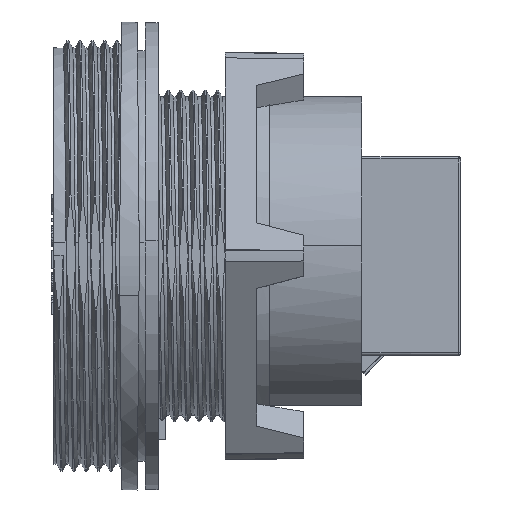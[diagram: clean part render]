
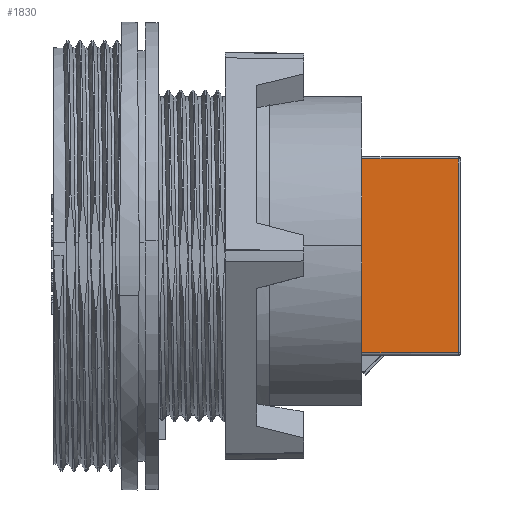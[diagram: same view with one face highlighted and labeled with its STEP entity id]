
A CAD part, top view. The second image highlights one B-rep face of the part: STEP entity #1830.
In plain terms, the highlighted planar face has unit normal (0, 0, 1).
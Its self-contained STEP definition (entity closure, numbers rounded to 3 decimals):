
#1830=ADVANCED_FACE('',(#4499,#4500,#4501),#4502,.T.);
#4499=FACE_OUTER_BOUND('',#9077,.T.);
#4500=FACE_BOUND('',#9078,.T.);
#4501=FACE_BOUND('',#9079,.T.);
#4502=PLANE('',#9080);
#9077=EDGE_LOOP('',(#15119,#15120,#15121,#15122,#15123,#15124,#15125,#15126,#15127,#15128,#15129,#15130,#15131,#15132,#15133,#15134));
#9078=EDGE_LOOP('',(#15135,#15136,#15137,#15138,#15139,#15140,#15141,#15142,#15143,#15144,#15145,#15146));
#9079=EDGE_LOOP('',(#15147,#15148,#15149,#15150));
#9080=AXIS2_PLACEMENT_3D('',#15151,#15152,#15153);
#15119=ORIENTED_EDGE('',*,*,#21090,.F.);
#15120=ORIENTED_EDGE('',*,*,#20897,.F.);
#15121=ORIENTED_EDGE('',*,*,#21088,.F.);
#15122=ORIENTED_EDGE('',*,*,#21053,.T.);
#15123=ORIENTED_EDGE('',*,*,#21048,.F.);
#15124=ORIENTED_EDGE('',*,*,#21043,.F.);
#15125=ORIENTED_EDGE('',*,*,#21040,.F.);
#15126=ORIENTED_EDGE('',*,*,#21091,.T.);
#15127=ORIENTED_EDGE('',*,*,#21092,.T.);
#15128=ORIENTED_EDGE('',*,*,#21093,.F.);
#15129=ORIENTED_EDGE('',*,*,#21094,.F.);
#15130=ORIENTED_EDGE('',*,*,#21095,.T.);
#15131=ORIENTED_EDGE('',*,*,#21096,.F.);
#15132=ORIENTED_EDGE('',*,*,#20920,.F.);
#15133=ORIENTED_EDGE('',*,*,#21097,.F.);
#15134=ORIENTED_EDGE('',*,*,#21098,.F.);
#15135=ORIENTED_EDGE('',*,*,#21099,.T.);
#15136=ORIENTED_EDGE('',*,*,#21100,.F.);
#15137=ORIENTED_EDGE('',*,*,#21101,.F.);
#15138=ORIENTED_EDGE('',*,*,#21102,.T.);
#15139=ORIENTED_EDGE('',*,*,#21103,.T.);
#15140=ORIENTED_EDGE('',*,*,#21104,.T.);
#15141=ORIENTED_EDGE('',*,*,#21105,.T.);
#15142=ORIENTED_EDGE('',*,*,#21106,.F.);
#15143=ORIENTED_EDGE('',*,*,#21107,.F.);
#15144=ORIENTED_EDGE('',*,*,#21108,.F.);
#15145=ORIENTED_EDGE('',*,*,#21109,.T.);
#15146=ORIENTED_EDGE('',*,*,#21110,.T.);
#15147=ORIENTED_EDGE('',*,*,#21111,.F.);
#15148=ORIENTED_EDGE('',*,*,#21112,.F.);
#15149=ORIENTED_EDGE('',*,*,#21113,.F.);
#15150=ORIENTED_EDGE('',*,*,#21114,.F.);
#15151=CARTESIAN_POINT('',(2.583,0.0,7.3));
#15152=DIRECTION('',(0.0,0.0,1.0));
#15153=DIRECTION('',(1.0,0.0,0.0));
#20897=EDGE_CURVE('',#31021,#31025,#31027,.T.);
#20920=EDGE_CURVE('',#31041,#31057,#31058,.T.);
#21040=EDGE_CURVE('',#31246,#31251,#31254,.T.);
#21043=EDGE_CURVE('',#31251,#31258,#31259,.T.);
#21048=EDGE_CURVE('',#31258,#31264,#31265,.T.);
#21053=EDGE_CURVE('',#31270,#31264,#31271,.T.);
#21088=EDGE_CURVE('',#31270,#31021,#31328,.T.);
#21090=EDGE_CURVE('',#31025,#31330,#31331,.T.);
#21091=EDGE_CURVE('',#31246,#31332,#31333,.T.);
#21092=EDGE_CURVE('',#31332,#31334,#31335,.T.);
#21093=EDGE_CURVE('',#31336,#31334,#31337,.T.);
#21094=EDGE_CURVE('',#31338,#31336,#31339,.T.);
#21095=EDGE_CURVE('',#31338,#31340,#31341,.T.);
#21096=EDGE_CURVE('',#31057,#31340,#31342,.T.);
#21097=EDGE_CURVE('',#31343,#31041,#31344,.T.);
#21098=EDGE_CURVE('',#31330,#31343,#31345,.T.);
#21099=EDGE_CURVE('',#31346,#31347,#31348,.T.);
#21100=EDGE_CURVE('',#31349,#31347,#31350,.T.);
#21101=EDGE_CURVE('',#31351,#31349,#31352,.T.);
#21102=EDGE_CURVE('',#31351,#31353,#31354,.T.);
#21103=EDGE_CURVE('',#31353,#31355,#31356,.T.);
#21104=EDGE_CURVE('',#31355,#31357,#31358,.T.);
#21105=EDGE_CURVE('',#31357,#31359,#31360,.T.);
#21106=EDGE_CURVE('',#31361,#31359,#31362,.T.);
#21107=EDGE_CURVE('',#31363,#31361,#31364,.T.);
#21108=EDGE_CURVE('',#31365,#31363,#31366,.T.);
#21109=EDGE_CURVE('',#31365,#31367,#31368,.T.);
#21110=EDGE_CURVE('',#31367,#31346,#31369,.T.);
#21111=EDGE_CURVE('',#31370,#31371,#31372,.T.);
#21112=EDGE_CURVE('',#31373,#31370,#31374,.T.);
#21113=EDGE_CURVE('',#31375,#31373,#31376,.T.);
#21114=EDGE_CURVE('',#31371,#31375,#31377,.T.);
#31021=VERTEX_POINT('',#39750);
#31025=VERTEX_POINT('',#39754);
#31027=LINE('',#39789,#39790);
#31041=VERTEX_POINT('',#39836);
#31057=VERTEX_POINT('',#39900);
#31058=LINE('',#39901,#39902);
#31246=VERTEX_POINT('',#40218);
#31251=VERTEX_POINT('',#40264);
#31254=LINE('',#40268,#40269);
#31258=VERTEX_POINT('',#40274);
#31259=LINE('',#40275,#40276);
#31264=VERTEX_POINT('',#40282);
#31265=LINE('',#40283,#40284);
#31270=VERTEX_POINT('',#40325);
#31271=LINE('',#40326,#40327);
#31328=LINE('',#40407,#40408);
#31330=VERTEX_POINT('',#40410);
#31331=LINE('',#40411,#40412);
#31332=VERTEX_POINT('',#40413);
#31333=LINE('',#40414,#40415);
#31334=VERTEX_POINT('',#40416);
#31335=LINE('',#40417,#40418);
#31336=VERTEX_POINT('',#40419);
#31337=LINE('',#40420,#40421);
#31338=VERTEX_POINT('',#40422);
#31339=LINE('',#40423,#40424);
#31340=VERTEX_POINT('',#40425);
#31341=LINE('',#40426,#40427);
#31342=LINE('',#40428,#40429);
#31343=VERTEX_POINT('',#40430);
#31344=LINE('',#40431,#40432);
#31345=LINE('',#40433,#40434);
#31346=VERTEX_POINT('',#40435);
#31347=VERTEX_POINT('',#40436);
#31348=CIRCLE('',#40437,0.2);
#31349=VERTEX_POINT('',#40438);
#31350=LINE('',#40439,#40440);
#31351=VERTEX_POINT('',#40441);
#31352=LINE('',#40442,#40443);
#31353=VERTEX_POINT('',#40444);
#31354=LINE('',#40445,#40446);
#31355=VERTEX_POINT('',#40447);
#31356=CIRCLE('',#40448,0.5);
#31357=VERTEX_POINT('',#40449);
#31358=LINE('',#40450,#40451);
#31359=VERTEX_POINT('',#40452);
#31360=CIRCLE('',#40453,0.5);
#31361=VERTEX_POINT('',#40454);
#31362=LINE('',#40455,#40456);
#31363=VERTEX_POINT('',#40457);
#31364=LINE('',#40458,#40459);
#31365=VERTEX_POINT('',#40460);
#31366=LINE('',#40461,#40462);
#31367=VERTEX_POINT('',#40463);
#31368=CIRCLE('',#40464,0.2);
#31369=LINE('',#40465,#40466);
#31370=VERTEX_POINT('',#40467);
#31371=VERTEX_POINT('',#40468);
#31372=LINE('',#40469,#40470);
#31373=VERTEX_POINT('',#40471);
#31374=LINE('',#40472,#40473);
#31375=VERTEX_POINT('',#40474);
#31376=LINE('',#40475,#40476);
#31377=LINE('',#40477,#40478);
#39750=CARTESIAN_POINT('',(32.775,-7.85,7.3));
#39754=CARTESIAN_POINT('',(18.312,-7.85,7.3));
#39789=CARTESIAN_POINT('',(32.775,-7.85,7.3));
#39790=VECTOR('',#45527,14.463);
#39836=CARTESIAN_POINT('',(17.888,-7.85,7.3));
#39900=CARTESIAN_POINT('',(3.175,-7.85,7.3));
#39901=CARTESIAN_POINT('',(17.888,-7.85,7.3));
#39902=VECTOR('',#45545,14.713);
#40218=CARTESIAN_POINT('',(17.888,7.85,7.3));
#40264=CARTESIAN_POINT('',(17.888,5.25,7.3));
#40268=CARTESIAN_POINT('',(17.888,7.85,7.3));
#40269=VECTOR('',#45685,2.6);
#40274=CARTESIAN_POINT('',(18.312,5.25,7.3));
#40275=CARTESIAN_POINT('',(17.888,5.25,7.3));
#40276=VECTOR('',#45687,0.423);
#40282=CARTESIAN_POINT('',(18.312,7.85,7.3));
#40283=CARTESIAN_POINT('',(18.312,5.25,7.3));
#40284=VECTOR('',#45692,2.6);
#40325=CARTESIAN_POINT('',(32.775,7.85,7.3));
#40326=CARTESIAN_POINT('',(32.775,7.85,7.3));
#40327=VECTOR('',#45696,14.463);
#40407=CARTESIAN_POINT('',(32.775,7.85,7.3));
#40408=VECTOR('',#45735,15.7);
#40410=CARTESIAN_POINT('',(18.312,-5.25,7.3));
#40411=CARTESIAN_POINT('',(18.312,-7.85,7.3));
#40412=VECTOR('',#45736,2.6);
#40413=CARTESIAN_POINT('',(14.375,7.85,7.3));
#40414=CARTESIAN_POINT('',(17.888,7.85,7.3));
#40415=VECTOR('',#45737,3.513);
#40416=CARTESIAN_POINT('',(14.375,5.05,7.3));
#40417=CARTESIAN_POINT('',(14.375,7.85,7.3));
#40418=VECTOR('',#45738,2.8);
#40419=CARTESIAN_POINT('',(8.375,5.05,7.3));
#40420=CARTESIAN_POINT('',(8.375,5.05,7.3));
#40421=VECTOR('',#45739,6.0);
#40422=CARTESIAN_POINT('',(8.375,7.85,7.3));
#40423=CARTESIAN_POINT('',(8.375,7.85,7.3));
#40424=VECTOR('',#45740,2.8);
#40425=CARTESIAN_POINT('',(3.175,7.85,7.3));
#40426=CARTESIAN_POINT('',(8.375,7.85,7.3));
#40427=VECTOR('',#45741,5.2);
#40428=CARTESIAN_POINT('',(3.175,-7.85,7.3));
#40429=VECTOR('',#45742,15.7);
#40430=CARTESIAN_POINT('',(17.888,-5.25,7.3));
#40431=CARTESIAN_POINT('',(17.888,-5.25,7.3));
#40432=VECTOR('',#45743,2.6);
#40433=CARTESIAN_POINT('',(18.312,-5.25,7.3));
#40434=VECTOR('',#45744,0.423);
#40435=CARTESIAN_POINT('',(21.775,-3.6,7.3));
#40436=CARTESIAN_POINT('',(21.975,-3.8,7.3));
#40437=AXIS2_PLACEMENT_3D('',#45745,#45746,#45747);
#40438=CARTESIAN_POINT('',(23.225,-3.8,7.3));
#40439=CARTESIAN_POINT('',(23.225,-3.8,7.3));
#40440=VECTOR('',#45748,1.25);
#40441=CARTESIAN_POINT('',(23.225,-4.0,7.3));
#40442=CARTESIAN_POINT('',(23.225,-4.0,7.3));
#40443=VECTOR('',#45749,0.2);
#40444=CARTESIAN_POINT('',(21.975,-4.0,7.3));
#40445=CARTESIAN_POINT('',(23.225,-4.0,7.3));
#40446=VECTOR('',#45750,1.25);
#40447=CARTESIAN_POINT('',(21.475,-3.5,7.3));
#40448=AXIS2_PLACEMENT_3D('',#45751,#45752,#45753);
#40449=CARTESIAN_POINT('',(21.475,3.5,7.3));
#40450=CARTESIAN_POINT('',(21.475,-3.5,7.3));
#40451=VECTOR('',#45754,7.0);
#40452=CARTESIAN_POINT('',(21.975,4.0,7.3));
#40453=AXIS2_PLACEMENT_3D('',#45755,#45756,#45757);
#40454=CARTESIAN_POINT('',(23.225,4.0,7.3));
#40455=CARTESIAN_POINT('',(23.225,4.0,7.3));
#40456=VECTOR('',#45758,1.25);
#40457=CARTESIAN_POINT('',(23.225,3.8,7.3));
#40458=CARTESIAN_POINT('',(23.225,3.8,7.3));
#40459=VECTOR('',#45759,0.2);
#40460=CARTESIAN_POINT('',(21.975,3.8,7.3));
#40461=CARTESIAN_POINT('',(21.975,3.8,7.3));
#40462=VECTOR('',#45760,1.25);
#40463=CARTESIAN_POINT('',(21.775,3.6,7.3));
#40464=AXIS2_PLACEMENT_3D('',#45761,#45762,#45763);
#40465=CARTESIAN_POINT('',(21.775,3.6,7.3));
#40466=VECTOR('',#45764,7.2);
#40467=CARTESIAN_POINT('',(17.888,1.75,7.3));
#40468=CARTESIAN_POINT('',(17.888,-1.75,7.3));
#40469=CARTESIAN_POINT('',(17.888,1.75,7.3));
#40470=VECTOR('',#45765,3.5);
#40471=CARTESIAN_POINT('',(18.312,1.75,7.3));
#40472=CARTESIAN_POINT('',(18.312,1.75,7.3));
#40473=VECTOR('',#45766,0.423);
#40474=CARTESIAN_POINT('',(18.312,-1.75,7.3));
#40475=CARTESIAN_POINT('',(18.312,-1.75,7.3));
#40476=VECTOR('',#45767,3.5);
#40477=CARTESIAN_POINT('',(17.888,-1.75,7.3));
#40478=VECTOR('',#45768,0.423);
#45527=DIRECTION('',(-1.,0.,0.));
#45545=DIRECTION('',(-1.,0.,0.));
#45685=DIRECTION('',(0.,-1.,0.));
#45687=DIRECTION('',(1.0,0.0,0.0));
#45692=DIRECTION('',(0.,1.,0.));
#45696=DIRECTION('',(-1.,0.,0.));
#45735=DIRECTION('',(0.0,-1.0,0.0));
#45736=DIRECTION('',(0.,1.,0.));
#45737=DIRECTION('',(-1.,0.,0.));
#45738=DIRECTION('',(0.0,-1.0,0.0));
#45739=DIRECTION('',(1.0,0.0,0.0));
#45740=DIRECTION('',(0.0,-1.0,0.0));
#45741=DIRECTION('',(-1.0,0.0,0.0));
#45742=DIRECTION('',(0.0,1.0,0.0));
#45743=DIRECTION('',(0.,-1.,0.));
#45744=DIRECTION('',(-1.0,0.0,0.0));
#45745=CARTESIAN_POINT('',(21.975,-3.6,7.3));
#45746=DIRECTION('',(0.0,0.0,1.0));
#45747=DIRECTION('',(-1.0,0.0,0.0));
#45748=DIRECTION('',(-1.0,0.0,0.0));
#45749=DIRECTION('',(0.0,1.0,0.0));
#45750=DIRECTION('',(-1.0,0.0,0.0));
#45751=CARTESIAN_POINT('',(21.975,-3.5,7.3));
#45752=DIRECTION('',(0.0,0.0,-1.0));
#45753=DIRECTION('',(0.0,-1.0,0.0));
#45754=DIRECTION('',(0.0,1.0,0.0));
#45755=CARTESIAN_POINT('',(21.975,3.5,7.3));
#45756=DIRECTION('',(0.0,0.0,-1.0));
#45757=DIRECTION('',(-1.0,0.0,0.0));
#45758=DIRECTION('',(-1.0,0.0,0.0));
#45759=DIRECTION('',(0.0,1.0,0.0));
#45760=DIRECTION('',(1.0,0.0,0.0));
#45761=CARTESIAN_POINT('',(21.975,3.6,7.3));
#45762=DIRECTION('',(0.0,-0.0,1.0));
#45763=DIRECTION('',(0.0,1.0,0.0));
#45764=DIRECTION('',(0.0,-1.0,0.0));
#45765=DIRECTION('',(0.0,-1.0,0.0));
#45766=DIRECTION('',(-1.0,0.0,0.0));
#45767=DIRECTION('',(0.0,1.0,0.0));
#45768=DIRECTION('',(1.0,0.0,0.0));
